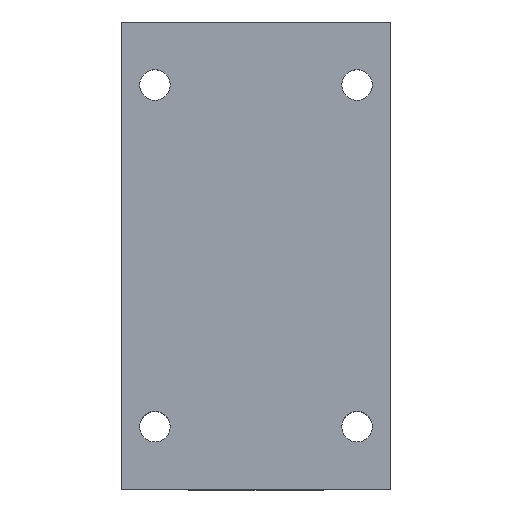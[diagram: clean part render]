
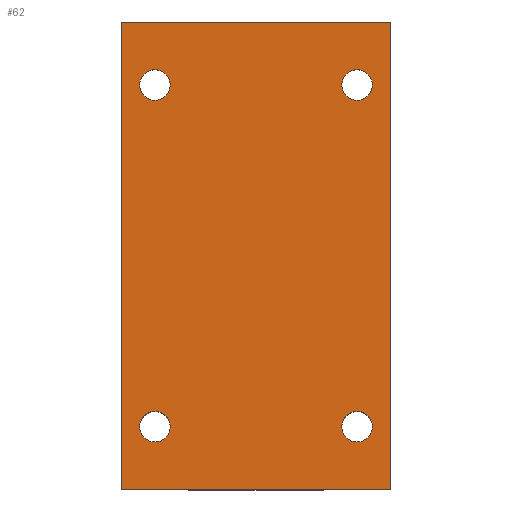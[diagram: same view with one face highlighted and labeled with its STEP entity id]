
A CAD part, top view. The second image highlights one B-rep face of the part: STEP entity #62.
In plain terms, the highlighted planar face has unit normal (0, 0, 1).
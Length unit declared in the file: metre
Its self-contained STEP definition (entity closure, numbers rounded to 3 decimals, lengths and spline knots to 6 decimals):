
#62 = ADVANCED_FACE( '', ( #150, #151, #152, #153, #154 ), #155, .T. );
#150 = FACE_BOUND( '', #281, .T. );
#151 = FACE_BOUND( '', #282, .T. );
#152 = FACE_BOUND( '', #283, .T. );
#153 = FACE_BOUND( '', #284, .T. );
#154 = FACE_OUTER_BOUND( '', #285, .T. );
#155 = PLANE( '', #286 );
#281 = EDGE_LOOP( '', ( #424 ) );
#282 = EDGE_LOOP( '', ( #425 ) );
#283 = EDGE_LOOP( '', ( #426 ) );
#284 = EDGE_LOOP( '', ( #427 ) );
#285 = EDGE_LOOP( '', ( #428, #429, #430, #431 ) );
#286 = AXIS2_PLACEMENT_3D( '', #432, #433, #434 );
#424 = ORIENTED_EDGE( '', *, *, #718, .F. );
#425 = ORIENTED_EDGE( '', *, *, #719, .F. );
#426 = ORIENTED_EDGE( '', *, *, #720, .F. );
#427 = ORIENTED_EDGE( '', *, *, #721, .F. );
#428 = ORIENTED_EDGE( '', *, *, #722, .F. );
#429 = ORIENTED_EDGE( '', *, *, #723, .F. );
#430 = ORIENTED_EDGE( '', *, *, #724, .T. );
#431 = ORIENTED_EDGE( '', *, *, #725, .T. );
#432 = CARTESIAN_POINT( '', ( -0.03, -0.052, 0.024 ) );
#433 = DIRECTION( '', ( 0., 0., 1. ) );
#434 = DIRECTION( '', ( 1., 0., 0. ) );
#718 = EDGE_CURVE( '', #851, #851, #852, .T. );
#719 = EDGE_CURVE( '', #853, #853, #854, .T. );
#720 = EDGE_CURVE( '', #855, #855, #856, .T. );
#721 = EDGE_CURVE( '', #857, #857, #858, .T. );
#722 = EDGE_CURVE( '', #859, #860, #861, .T. );
#723 = EDGE_CURVE( '', #862, #859, #863, .T. );
#724 = EDGE_CURVE( '', #862, #864, #865, .T. );
#725 = EDGE_CURVE( '', #864, #860, #866, .T. );
#851 = VERTEX_POINT( '', #1040 );
#852 = CIRCLE( '', #1041, 0.0034 );
#853 = VERTEX_POINT( '', #1042 );
#854 = CIRCLE( '', #1043, 0.0034 );
#855 = VERTEX_POINT( '', #1044 );
#856 = CIRCLE( '', #1045, 0.0034 );
#857 = VERTEX_POINT( '', #1046 );
#858 = CIRCLE( '', #1047, 0.0034 );
#859 = VERTEX_POINT( '', #1048 );
#860 = VERTEX_POINT( '', #1049 );
#861 = LINE( '', #1050, #1051 );
#862 = VERTEX_POINT( '', #1052 );
#863 = LINE( '', #1053, #1054 );
#864 = VERTEX_POINT( '', #1055 );
#865 = LINE( '', #1056, #1057 );
#866 = LINE( '', #1058, #1059 );
#1040 = CARTESIAN_POINT( '', ( -0.0191, 0.038, 0.024 ) );
#1041 = AXIS2_PLACEMENT_3D( '', #1300, #1301, #1302 );
#1042 = CARTESIAN_POINT( '', ( -0.0191, -0.038, 0.024 ) );
#1043 = AXIS2_PLACEMENT_3D( '', #1303, #1304, #1305 );
#1044 = CARTESIAN_POINT( '', ( 0.0259, -0.038, 0.024 ) );
#1045 = AXIS2_PLACEMENT_3D( '', #1306, #1307, #1308 );
#1046 = CARTESIAN_POINT( '', ( 0.0259, 0.038, 0.024 ) );
#1047 = AXIS2_PLACEMENT_3D( '', #1309, #1310, #1311 );
#1048 = CARTESIAN_POINT( '', ( -0.03, 0.052, 0.024 ) );
#1049 = CARTESIAN_POINT( '', ( 0.03, 0.052, 0.024 ) );
#1050 = CARTESIAN_POINT( '', ( -0.03, 0.052, 0.024 ) );
#1051 = VECTOR( '', #1312, 1. );
#1052 = CARTESIAN_POINT( '', ( -0.03, -0.052, 0.024 ) );
#1053 = CARTESIAN_POINT( '', ( -0.03, -0.052, 0.024 ) );
#1054 = VECTOR( '', #1313, 1. );
#1055 = CARTESIAN_POINT( '', ( 0.03, -0.052, 0.024 ) );
#1056 = CARTESIAN_POINT( '', ( -0.03, -0.052, 0.024 ) );
#1057 = VECTOR( '', #1314, 1. );
#1058 = CARTESIAN_POINT( '', ( 0.03, -0.052, 0.024 ) );
#1059 = VECTOR( '', #1315, 1. );
#1300 = CARTESIAN_POINT( '', ( -0.0225, 0.038, 0.024 ) );
#1301 = DIRECTION( '', ( 0., 0., 1. ) );
#1302 = DIRECTION( '', ( 1., 0., 0. ) );
#1303 = CARTESIAN_POINT( '', ( -0.0225, -0.038, 0.024 ) );
#1304 = DIRECTION( '', ( 0., 0., 1. ) );
#1305 = DIRECTION( '', ( 1., 0., 0. ) );
#1306 = CARTESIAN_POINT( '', ( 0.0225, -0.038, 0.024 ) );
#1307 = DIRECTION( '', ( 0., 0., 1. ) );
#1308 = DIRECTION( '', ( 1., 0., 0. ) );
#1309 = CARTESIAN_POINT( '', ( 0.0225, 0.038, 0.024 ) );
#1310 = DIRECTION( '', ( 0., 0., 1. ) );
#1311 = DIRECTION( '', ( 1., 0., 0. ) );
#1312 = DIRECTION( '', ( 1., 0., 0. ) );
#1313 = DIRECTION( '', ( 0., 1., 0. ) );
#1314 = DIRECTION( '', ( 1., 0., 0. ) );
#1315 = DIRECTION( '', ( 0., 1., 0. ) );
